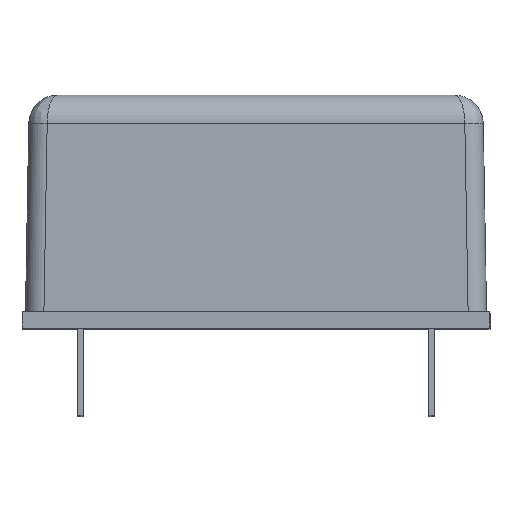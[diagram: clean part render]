
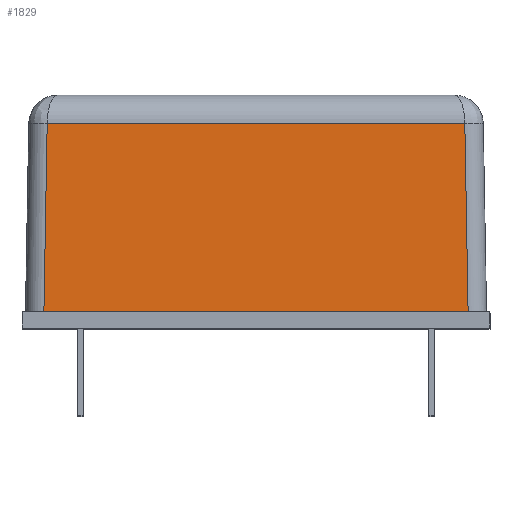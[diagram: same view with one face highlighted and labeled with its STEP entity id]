
A CAD part, top view. The second image highlights one B-rep face of the part: STEP entity #1829.
In plain terms, the highlighted planar face has unit normal (0, 0.018, 1).
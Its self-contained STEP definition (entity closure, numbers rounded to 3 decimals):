
#33 = DIRECTION ( 'NONE',  ( -0.017, -1., 0.017 ) ) ;
#34 = CARTESIAN_POINT ( 'NONE',  ( -9.2, -0.014, 15.8 ) ) ;
#35 = LINE ( 'NONE', #34, #1097 ) ;
#42 = DIRECTION ( 'NONE',  ( -1., 0., 0. ) ) ;
#43 = CARTESIAN_POINT ( 'NONE',  ( -9.036, 8.172, 15.657 ) ) ;
#44 = LINE ( 'NONE', #43, #1094 ) ;
#66 = DIRECTION ( 'NONE',  ( -0.017, 1., -0.017 ) ) ;
#67 = CARTESIAN_POINT ( 'NONE',  ( 9.194, 0.335, 15.794 ) ) ;
#68 = LINE ( 'NONE', #67, #1086 ) ;
#81 = DIRECTION ( 'NONE',  ( 1., 0., 0. ) ) ;
#82 = CARTESIAN_POINT ( 'NONE',  ( -10., 0., 15.8 ) ) ;
#83 = LINE ( 'NONE', #82, #1081 ) ;
#210 = CARTESIAN_POINT ( 'NONE',  ( 9.057, 8.172, 15.657 ) ) ;
#357 = DIRECTION ( 'NONE',  ( 0., -1., 0.017 ) ) ;
#358 = DIRECTION ( 'NONE',  ( 0., 0.017, 1. ) ) ;
#359 = CARTESIAN_POINT ( 'NONE',  ( -10., 0., 15.8 ) ) ;
#360 = PLANE ( 'NONE',  #1152 ) ;
#516 = CARTESIAN_POINT ( 'NONE',  ( -9.2, 0., 15.8 ) ) ;
#529 = CARTESIAN_POINT ( 'NONE',  ( -9.057, 8.172, 15.657 ) ) ;
#555 = CARTESIAN_POINT ( 'NONE',  ( 9.2, 0., 15.8 ) ) ;
#868 = EDGE_CURVE ( 'NONE', #1538, #1304, #83, .T. ) ;
#873 = EDGE_CURVE ( 'NONE', #1304, #1245, #68, .T. ) ;
#881 = EDGE_CURVE ( 'NONE', #1245, #1508, #44, .T. ) ;
#884 = EDGE_CURVE ( 'NONE', #1508, #1538, #35, .T. ) ;
#1081 = VECTOR ( 'NONE', #81, 1000. ) ;
#1086 = VECTOR ( 'NONE', #66, 1000. ) ;
#1094 = VECTOR ( 'NONE', #42, 1000. ) ;
#1097 = VECTOR ( 'NONE', #33, 1000. ) ;
#1132 = FACE_OUTER_BOUND ( 'NONE', #1656, .T. ) ;
#1152 = AXIS2_PLACEMENT_3D ( 'NONE', #359, #358, #357 ) ;
#1245 = VERTEX_POINT ( 'NONE', #210 ) ;
#1249 = ORIENTED_EDGE ( 'NONE', *, *, #873, .T. ) ;
#1279 = ORIENTED_EDGE ( 'NONE', *, *, #881, .T. ) ;
#1282 = ORIENTED_EDGE ( 'NONE', *, *, #884, .T. ) ;
#1304 = VERTEX_POINT ( 'NONE', #555 ) ;
#1508 = VERTEX_POINT ( 'NONE', #529 ) ;
#1538 = VERTEX_POINT ( 'NONE', #516 ) ;
#1656 = EDGE_LOOP ( 'NONE', ( #1249, #1279, #1282, #1661 ) ) ;
#1661 = ORIENTED_EDGE ( 'NONE', *, *, #868, .T. ) ;
#1829 = ADVANCED_FACE ( 'NONE', ( #1132 ), #360, .T. ) ;
